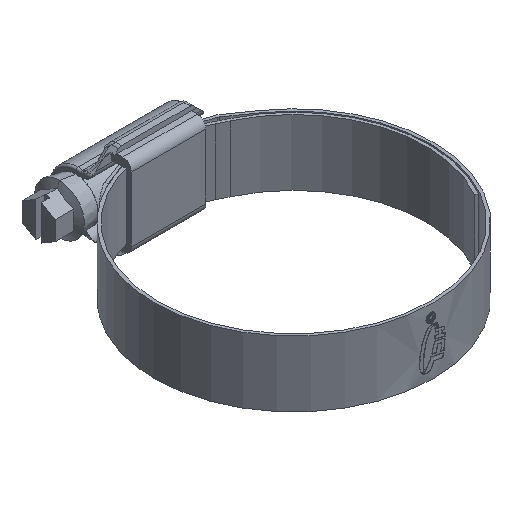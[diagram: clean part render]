
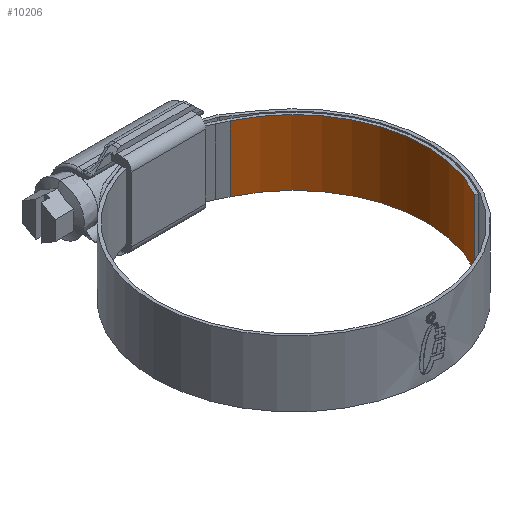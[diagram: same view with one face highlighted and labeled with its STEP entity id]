
A CAD part, isometric view. The second image highlights one B-rep face of the part: STEP entity #10206.
In plain terms, the highlighted cylindrical face has radius 32 mm (diameter 64 mm), a partial arc.
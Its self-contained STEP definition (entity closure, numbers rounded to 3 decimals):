
#122 = LINE ( 'NONE', #7078, #1473 ) ;
#216 = CARTESIAN_POINT ( 'NONE',  ( 0., 0., 7.95 ) ) ;
#232 = ORIENTED_EDGE ( 'NONE', *, *, #4527, .T. ) ;
#264 = CYLINDRICAL_SURFACE ( 'NONE', #3766, 32. ) ;
#399 = ORIENTED_EDGE ( 'NONE', *, *, #5428, .F. ) ;
#434 = VERTEX_POINT ( 'NONE', #8372 ) ;
#621 = CIRCLE ( 'NONE', #6424, 32. ) ;
#989 = EDGE_CURVE ( 'NONE', #1434, #2050, #621, .T. ) ;
#1080 = DIRECTION ( 'NONE',  ( 0., 0., -1. ) ) ;
#1132 = DIRECTION ( 'NONE',  ( 0., 0., -1. ) ) ;
#1215 = VERTEX_POINT ( 'NONE', #2038 ) ;
#1434 = VERTEX_POINT ( 'NONE', #2211 ) ;
#1473 = VECTOR ( 'NONE', #1132, 1000. ) ;
#1856 = CARTESIAN_POINT ( 'NONE',  ( 13.595, 28.968, 7.95 ) ) ;
#1866 = DIRECTION ( 'NONE',  ( 1., 0., 0. ) ) ;
#2038 = CARTESIAN_POINT ( 'NONE',  ( 27.713, -16., 7.95 ) ) ;
#2050 = VERTEX_POINT ( 'NONE', #2537 ) ;
#2211 = CARTESIAN_POINT ( 'NONE',  ( 27.713, -16., -7.95 ) ) ;
#2537 = CARTESIAN_POINT ( 'NONE',  ( 13.595, 28.968, -7.95 ) ) ;
#2708 = DIRECTION ( 'NONE',  ( 1., 0., 0. ) ) ;
#3217 = CIRCLE ( 'NONE', #6160, 32. ) ;
#3766 = AXIS2_PLACEMENT_3D ( 'NONE', #216, #1080, #9008 ) ;
#4249 = EDGE_CURVE ( 'NONE', #1215, #434, #3217, .T. ) ;
#4527 = EDGE_CURVE ( 'NONE', #434, #2050, #7367, .T. ) ;
#5428 = EDGE_CURVE ( 'NONE', #1215, #1434, #122, .T. ) ;
#6160 = AXIS2_PLACEMENT_3D ( 'NONE', #6638, #9782, #2708 ) ;
#6227 = ORIENTED_EDGE ( 'NONE', *, *, #989, .F. ) ;
#6424 = AXIS2_PLACEMENT_3D ( 'NONE', #9371, #8649, #1866 ) ;
#6638 = CARTESIAN_POINT ( 'NONE',  ( 0., 0., 7.95 ) ) ;
#7078 = CARTESIAN_POINT ( 'NONE',  ( 27.713, -16., 7.95 ) ) ;
#7367 = LINE ( 'NONE', #1856, #8636 ) ;
#7867 = EDGE_LOOP ( 'NONE', ( #6227, #399, #9745, #232 ) ) ;
#8372 = CARTESIAN_POINT ( 'NONE',  ( 13.595, 28.968, 7.95 ) ) ;
#8636 = VECTOR ( 'NONE', #8844, 1000. ) ;
#8649 = DIRECTION ( 'NONE',  ( 0., 0., 1. ) ) ;
#8844 = DIRECTION ( 'NONE',  ( 0., 0., -1. ) ) ;
#9008 = DIRECTION ( 'NONE',  ( -1., 0., 0. ) ) ;
#9371 = CARTESIAN_POINT ( 'NONE',  ( 0., 0., -7.95 ) ) ;
#9745 = ORIENTED_EDGE ( 'NONE', *, *, #4249, .T. ) ;
#9779 = FACE_OUTER_BOUND ( 'NONE', #7867, .T. ) ;
#9782 = DIRECTION ( 'NONE',  ( 0., 0., 1. ) ) ;
#10206 = ADVANCED_FACE ( 'NONE', ( #9779 ), #264, .F. ) ;
